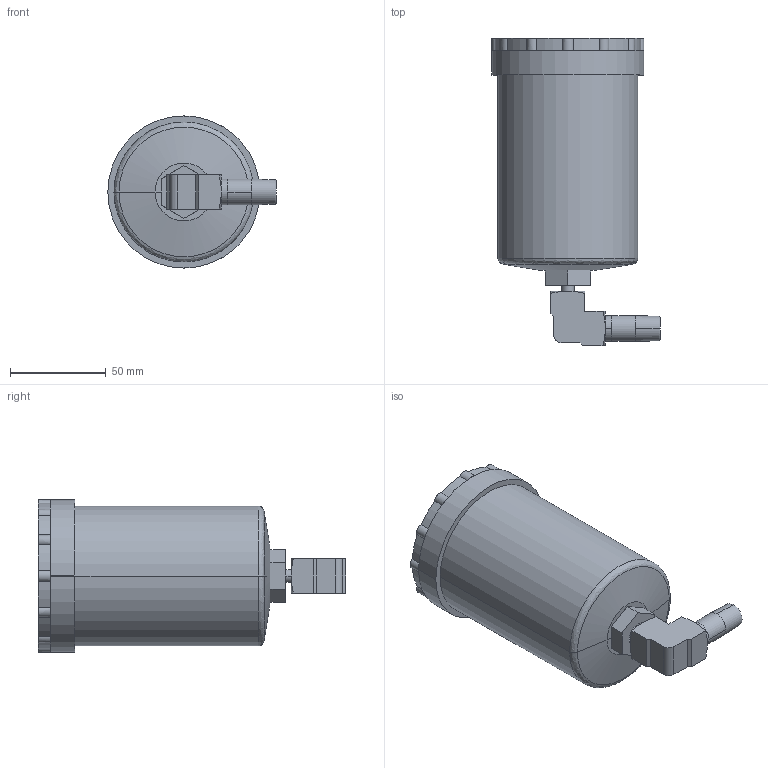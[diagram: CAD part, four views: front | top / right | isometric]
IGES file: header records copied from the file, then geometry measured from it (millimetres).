
Start section:  PTC IGES file: ilc62553002.igs
Global section: file name: ilc62553002.igs; native system: Pro/ENGINEER by Parametric Technology Corporation; preprocessor: 2007460; author: dg; organization: Unknown; date: 20130718.085652; units: inch
Bounding box: 87.82 x 160.22 x 79.38 mm (x, y, z)
Surface area: 47115.9 mm2 (no closed solid volume)
Topology: 0 solids, 0 shells, 116 faces, 542 edges, 542 vertices
Faces by surface type: revolution 77, bspline 39
